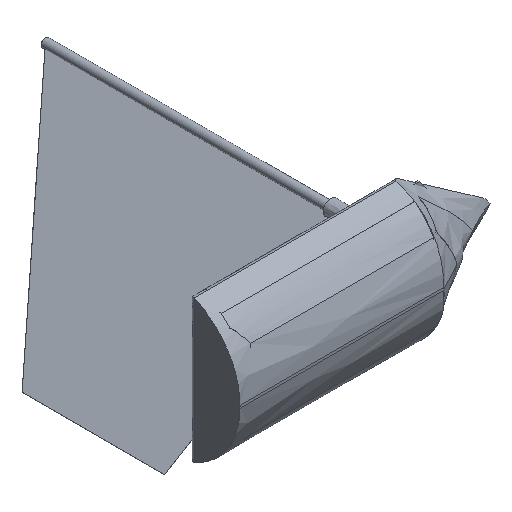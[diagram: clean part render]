
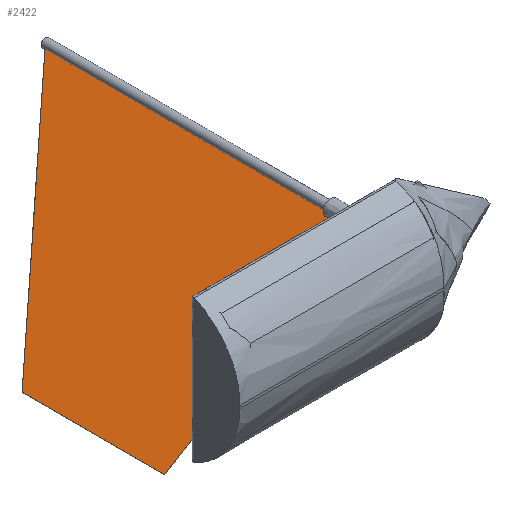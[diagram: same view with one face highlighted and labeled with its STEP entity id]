
A CAD part, isometric view. The second image highlights one B-rep face of the part: STEP entity #2422.
In plain terms, the highlighted free-form (B-spline) face has degree [1, 1] with [2, 2] control points.
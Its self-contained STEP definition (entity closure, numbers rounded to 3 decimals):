
#2324 = VERTEX_POINT('',#2325);
#2325 = CARTESIAN_POINT('',(1241.275,550.089,
    0.996));
#2330 = EDGE_CURVE('',#2331,#2324,#2333,.T.);
#2331 = VERTEX_POINT('',#2332);
#2332 = CARTESIAN_POINT('',(120.69,550.089,
    -671.452));
#2333 = B_SPLINE_CURVE_WITH_KNOTS('',1,(#2334,#2335),.UNSPECIFIED.,.F.,
  .F.,(2,2),(0.,1125.),.PIECEWISE_BEZIER_KNOTS.);
#2334 = CARTESIAN_POINT('',(120.69,550.089,
    -671.452));
#2335 = CARTESIAN_POINT('',(1241.275,550.089,
    0.996));
#2358 = EDGE_CURVE('',#2359,#2331,#2361,.T.);
#2359 = VERTEX_POINT('',#2360);
#2360 = CARTESIAN_POINT('',(120.69,1363.25,
    -671.452));
#2361 = B_SPLINE_CURVE_WITH_KNOTS('',1,(#2362,#2363),.UNSPECIFIED.,.F.,
  .F.,(2,2),(0.,700.),.PIECEWISE_BEZIER_KNOTS.);
#2362 = CARTESIAN_POINT('',(120.69,1363.25,
    -671.452));
#2363 = CARTESIAN_POINT('',(120.69,550.089,
    -671.452));
#2386 = EDGE_CURVE('',#2387,#2359,#2389,.T.);
#2387 = VERTEX_POINT('',#2388);
#2388 = CARTESIAN_POINT('',(1241.275,2350.659,
    0.996));
#2389 = B_SPLINE_CURVE_WITH_KNOTS('',1,(#2390,#2391),.UNSPECIFIED.,.F.,
  .F.,(2,2),(0.,1410.009),.PIECEWISE_BEZIER_KNOTS.);
#2390 = CARTESIAN_POINT('',(1241.275,2350.659,
    0.996));
#2391 = CARTESIAN_POINT('',(120.69,1363.25,
    -671.452));
#2412 = EDGE_CURVE('',#2324,#2387,#2413,.T.);
#2413 = B_SPLINE_CURVE_WITH_KNOTS('',1,(#2414,#2415),.UNSPECIFIED.,.F.,
  .F.,(2,2),(0.,1550.),.PIECEWISE_BEZIER_KNOTS.);
#2414 = CARTESIAN_POINT('',(1241.275,550.089,
    0.996));
#2415 = CARTESIAN_POINT('',(1241.275,2350.659,
    0.996));
#2422 = ADVANCED_FACE('',(#2423),#2429,.T.);
#2423 = FACE_BOUND('',#2424,.T.);
#2424 = EDGE_LOOP('',(#2425,#2426,#2427,#2428));
#2425 = ORIENTED_EDGE('',*,*,#2412,.T.);
#2426 = ORIENTED_EDGE('',*,*,#2386,.T.);
#2427 = ORIENTED_EDGE('',*,*,#2358,.T.);
#2428 = ORIENTED_EDGE('',*,*,#2330,.T.);
#2429 = B_SPLINE_SURFACE_WITH_KNOTS('',1,1,(
    (#2430,#2431)
    ,(#2432,#2433
  )),.UNSPECIFIED.,.F.,.F.,.F.,(2,2),(2,2),(-562.5,562.5),(-775.,775.),
  .PIECEWISE_BEZIER_KNOTS.);
#2430 = CARTESIAN_POINT('',(120.69,550.089,
    -671.452));
#2431 = CARTESIAN_POINT('',(120.69,2350.659,
    -671.452));
#2432 = CARTESIAN_POINT('',(1241.275,550.089,
    0.996));
#2433 = CARTESIAN_POINT('',(1241.275,2350.659,
    0.996));
